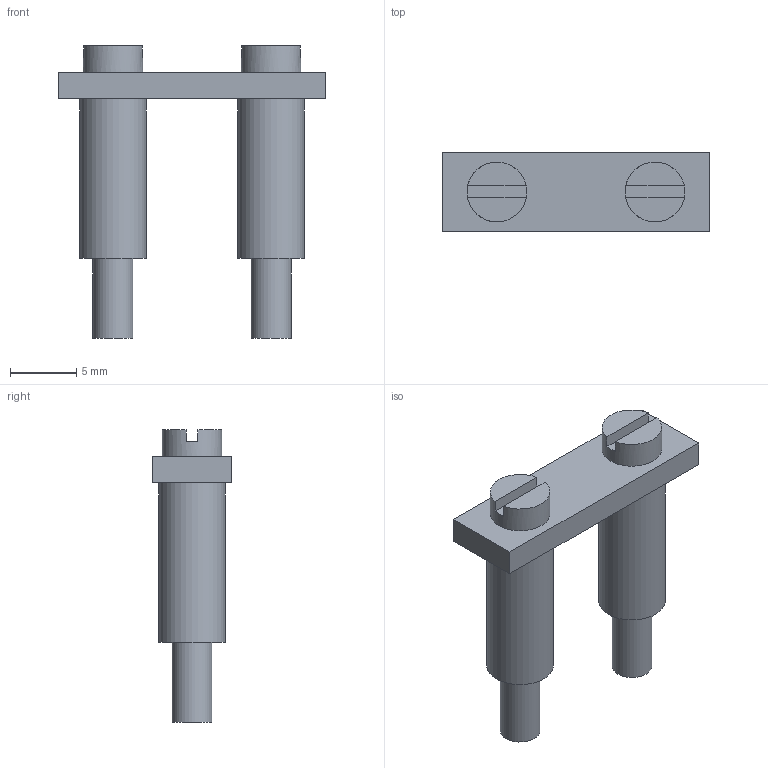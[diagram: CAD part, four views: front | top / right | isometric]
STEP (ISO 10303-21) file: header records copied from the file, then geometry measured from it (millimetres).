
FILE_DESCRIPTION(/* description */ (''),/* implementation_level */ '2;1');
FILE_NAME(/* name */ '2112_0_Q2_RK16.stp',/* time_stamp */ '2021-02-22T16:25:40+01:00',/* author */ (''),/* organization */ (''),/* preprocessor_version */ 'ST-DEVELOPER v16.7',/* originating_system */ 'SIEMENS PLM Software NX 12.0',/* authorisation */ '');
FILE_SCHEMA (('AUTOMOTIVE_DESIGN { 1 0 10303 214 3 1 1 1 }'));
Length unit declared in the file: millimetre
Products named in the file (1): 2112_0_Q2_RK16
Bounding box: 20.1 x 6 x 22 mm (x, y, z)
Volume: 762.8 mm3; surface area: 1533 mm2
Topology: 5 solids, 5 shells, 38 faces, 72 edges, 48 vertices
Faces by surface type: plane 26, cylinder 12
Full cylindrical faces by diameter (mm): 2.7 x2, 3 x2, 3.4 x2, 3.5 x2, 4.5 x2, 5 x2
Entity records: 956 total; most frequent: DIRECTION 166, CARTESIAN_POINT 143, ORIENTED_EDGE 116, AXIS2_PLACEMENT_3D 69, EDGE_LOOP 62, EDGE_CURVE 58, FACE_BOUND 46, VERTEX_POINT 46
